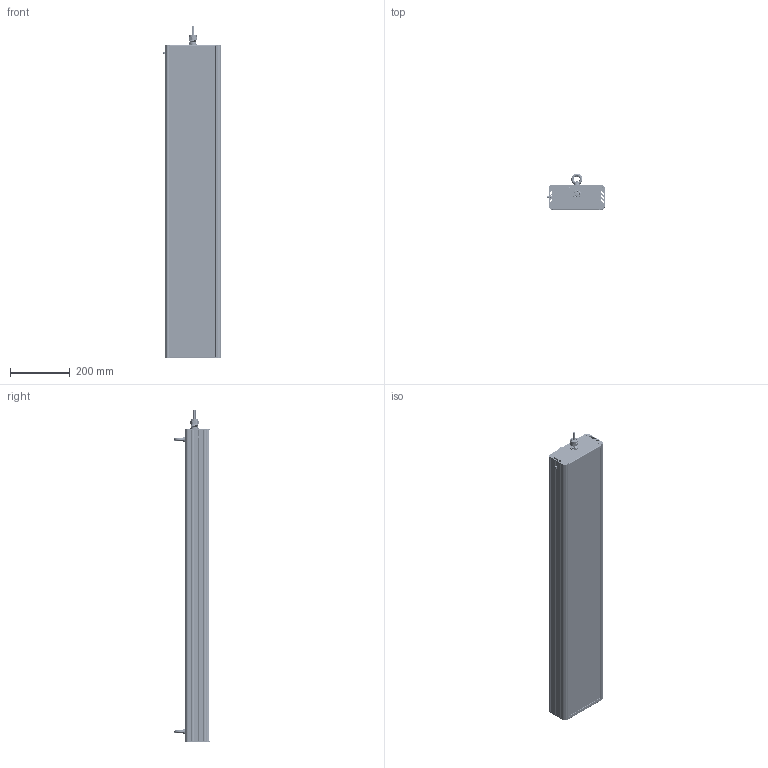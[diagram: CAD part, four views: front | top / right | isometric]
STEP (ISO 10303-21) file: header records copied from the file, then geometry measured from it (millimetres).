
FILE_DESCRIPTION(('STEP AP214'), '1');
FILE_NAME('001.0096.43.000 - ÃÑÏ-Ýêñòðà-Îïòèê-2Åõ-220', '', ('UNSPECIFIED'), ('UNSPECIFIED'), 'C3D Converter', 'C3D Toolkit', '');
FILE_SCHEMA(('AUTOMOTIVE_DESIGN { 1 0 10303 214 3 1 1}'));
Length unit declared in the file: millimetre
Products named in the file (29): 001.0096.43.000; 001.0065.02.000
Assembly tree (72 placements, depth 4):
  001.0096.43.000
    (unnamed)
      (unnamed)
      (unnamed)
      (unnamed)
      (unnamed)
      (unnamed)
      (unnamed)
      (unnamed)
      (unnamed)  x6
      (unnamed)  x6
      (unnamed)
      (unnamed)
      (unnamed)  x22
        (unnamed)
        (unnamed)
        (unnamed)
        (unnamed)
        (unnamed)
        (unnamed)
        (unnamed)
        (unnamed)
        (unnamed)
        (unnamed)
      (unnamed)
        (unnamed)
    001.0065.02.000  x2
      (unnamed)
      (unnamed)
Bounding box: 192.43 x 121.62 x 1114 mm (x, y, z)
Volume: 3466317.2 mm3; surface area: 2552259.5 mm2
Topology: 753 solids, 753 shells, 9453 faces, 20661 edges, 13750 vertices
Faces by surface type: plane 6952, cylinder 2020, bspline 363, cone 91, sphere 22, torus 5
Full cylindrical faces by diameter (mm): 1 x22, 2 x44, 2.5 x88, 2.8 x550, 3.2 x22, 3.5 x132, 4 x13, 5 x2, 6 x3, 7 x2, 8 x12, 9 x286, 10 x1, 12.5 x1, 13 x1, 16 x1, 17 x1, 18 x1, 18.5 x1, 19 x1, 20 x1, 21.5 x1, 22 x2, 25.5 x1
Entity records: 82500 total; most frequent: CARTESIAN_POINT 44013, DIRECTION 6688, ORIENTED_EDGE 5678, EDGE_CURVE 2839, AXIS2_PLACEMENT_3D 2390, VERTEX_POINT 1971, LINE 1908, VECTOR 1908
